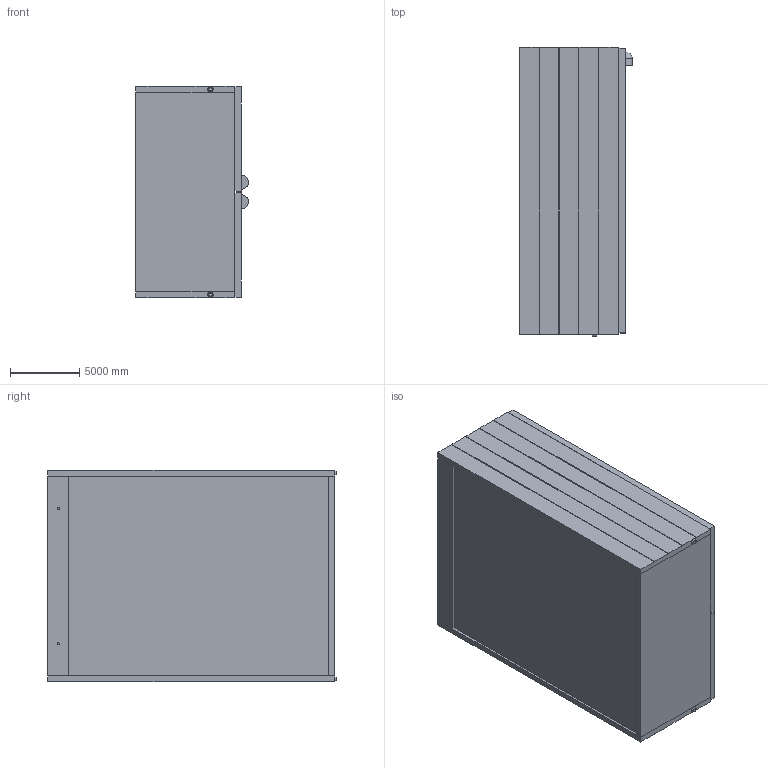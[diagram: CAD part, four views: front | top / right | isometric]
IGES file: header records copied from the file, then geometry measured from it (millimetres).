
Global section: file name: F60_4; native system: AutoCAD 2016 - English; preprocessor: Autodesk Translation Framework DWG producer (atf_dwg_producer); organization: unknown; date: 20161003.095207; units: inch
Bounding box: 8128 x 20828 x 15240 mm (x, y, z)
Volume: 305694311615.2 mm3; surface area: 2458871573.7 mm2
Topology: 13 solids, 17 shells, 256 faces, 522 edges, 338 vertices
Faces by surface type: bspline 256
